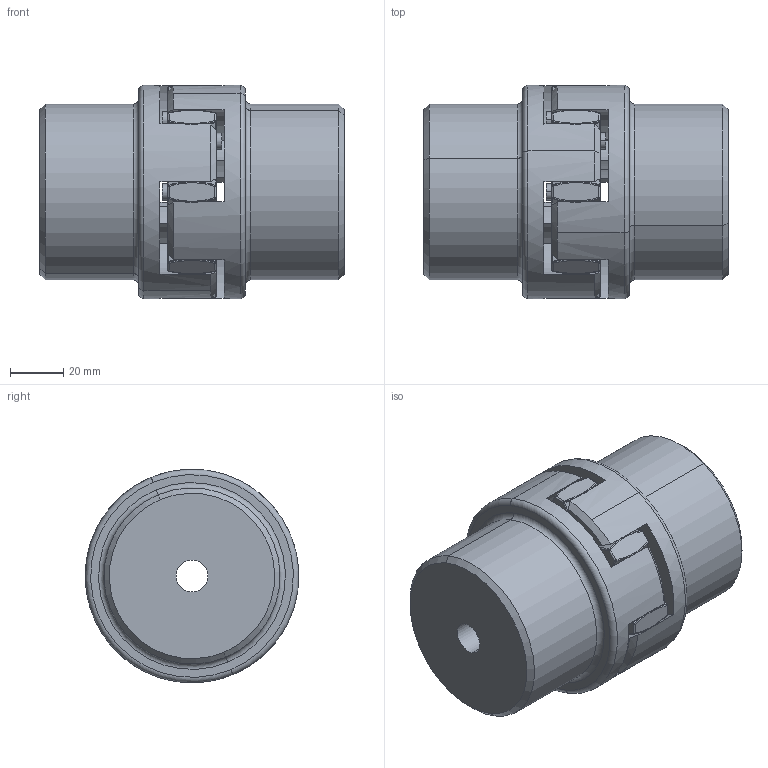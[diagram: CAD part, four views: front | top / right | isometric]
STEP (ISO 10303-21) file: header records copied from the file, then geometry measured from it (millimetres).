
FILE_DESCRIPTION((''),'2;1');
FILE_NAME('CJ38-45-2A_ASM','2013-02-28T',('ppetruska'),(''),'PRO/ENGINEER BY PARAMETRIC TECHNOLOGY CORPORATION, 2012480','PRO/ENGINEER BY PARAMETRIC TECHNOLOGY CORPORATION, 2012480','');
FILE_SCHEMA(('CONFIG_CONTROL_DESIGN'));
Length unit declared in the file: millimetre
Products named in the file (3): CJ38-45-SPIDER; CJ38-45-HUB-A; CJ38-45-2A_ASM
Assembly tree (3 placements, depth 2):
  CJ38-45-2A_ASM
    CJ38-45-SPIDER
    CJ38-45-HUB-A  x2
Bounding box: 114 x 79.93 x 79.93 mm (x, y, z)
Volume: 393855.1 mm3; surface area: 65680.6 mm2
Topology: 3 solids, 3 shells, 395 faces, 899 edges, 520 vertices
Faces by surface type: bspline 201, cylinder 140, plane 32, cone 14, torus 8
Entity records: 20076 total; most frequent: CARTESIAN_POINT 13642, ORIENTED_EDGE 1596, DIRECTION 922, EDGE_CURVE 798, VERTEX_POINT 455, B_SPLINE_CURVE_WITH_KNOTS 427, AXIS2_PLACEMENT_3D 390, EDGE_LOOP 369
